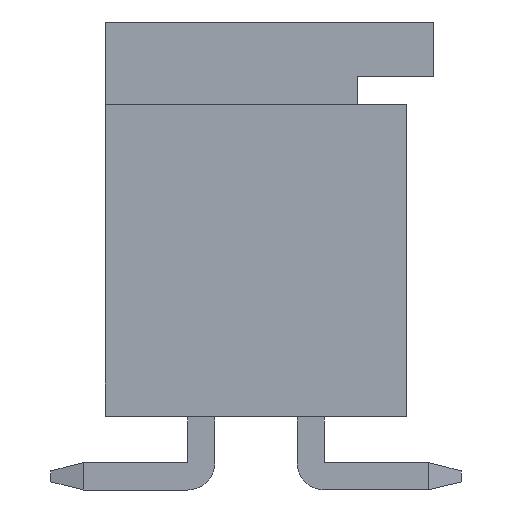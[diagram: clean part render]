
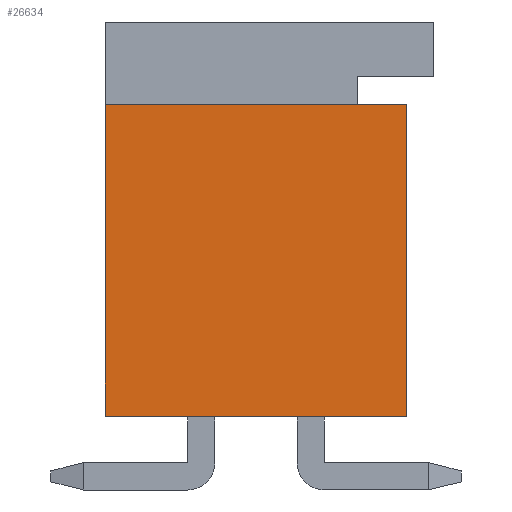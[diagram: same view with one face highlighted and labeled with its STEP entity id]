
A CAD part, front view. The second image highlights one B-rep face of the part: STEP entity #26634.
In plain terms, the highlighted face is planar.
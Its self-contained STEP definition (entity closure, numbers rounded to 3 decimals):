
#1634=ORIENTED_EDGE('',*,*,#6559,.F.);
#1635=ORIENTED_EDGE('',*,*,#5759,.F.);
#1636=ORIENTED_EDGE('',*,*,#6560,.T.);
#1637=ORIENTED_EDGE('',*,*,#6561,.T.);
#5759=EDGE_CURVE('',#8475,#8476,#10141,.T.);
#6559=EDGE_CURVE('',#8476,#8970,#10941,.T.);
#6560=EDGE_CURVE('',#8475,#8971,#10942,.T.);
#6561=EDGE_CURVE('',#8971,#8970,#10943,.T.);
#8475=VERTEX_POINT('',#34006);
#8476=VERTEX_POINT('',#34008);
#8970=VERTEX_POINT('',#35578);
#8971=VERTEX_POINT('',#35580);
#10141=LINE('',#34007,#12789);
#10941=LINE('',#35577,#13589);
#10942=LINE('',#35579,#13590);
#10943=LINE('',#35581,#13591);
#12789=VECTOR('',#28895,1000.);
#13589=VECTOR('',#30247,1000.);
#13590=VECTOR('',#30248,1000.);
#13591=VECTOR('',#30249,1000.);
#15611=EDGE_LOOP('',(#1634,#1635,#1636,#1637));
#16775=FACE_BOUND('',#15611,.T.);
#17906=PLANE('',#27736);
#26634=ADVANCED_FACE('',(#16775),#17906,.T.);
#27736=AXIS2_PLACEMENT_3D('',#35576,#30245,#30246);
#28895=DIRECTION('',(0.,1.,0.));
#30245=DIRECTION('',(1.,0.,0.));
#30246=DIRECTION('',(0.,0.,-1.));
#30247=DIRECTION('',(0.,0.,-1.));
#30248=DIRECTION('',(0.,0.,-1.));
#30249=DIRECTION('',(0.,1.,0.));
#34006=CARTESIAN_POINT('',(20.625,-2.75,2.85));
#34007=CARTESIAN_POINT('',(20.625,-2.75,2.85));
#34008=CARTESIAN_POINT('',(20.625,2.75,2.85));
#35576=CARTESIAN_POINT('',(20.625,-2.75,2.85));
#35577=CARTESIAN_POINT('',(20.625,2.75,2.85));
#35578=CARTESIAN_POINT('',(20.625,2.75,-2.85));
#35579=CARTESIAN_POINT('',(20.625,-2.75,2.85));
#35580=CARTESIAN_POINT('',(20.625,-2.75,-2.85));
#35581=CARTESIAN_POINT('',(20.625,-2.75,-2.85));
